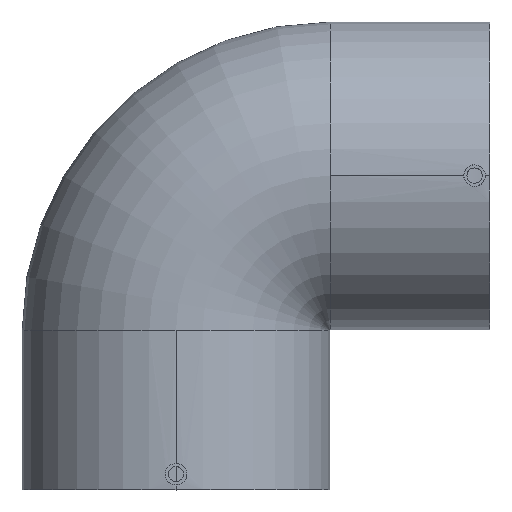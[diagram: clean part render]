
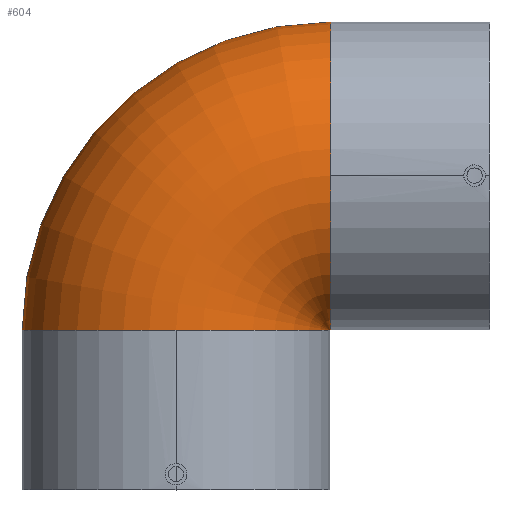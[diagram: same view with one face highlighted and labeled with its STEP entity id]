
A CAD part, top view. The second image highlights one B-rep face of the part: STEP entity #604.
In plain terms, the highlighted toroidal (fillet/blend) face has major radius 101 mm and minor radius 100.5 mm.
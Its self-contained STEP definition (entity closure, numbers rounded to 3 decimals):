
#11 = FACE_OUTER_BOUND ( 'NONE', #623, .T. ) ;
#25 = CARTESIAN_POINT ( 'NONE',  ( 101., 205., 100.5 ) ) ;
#69 = EDGE_CURVE ( 'NONE', #784, #326, #235, .T. ) ;
#92 = VERTEX_POINT ( 'NONE', #25 ) ;
#103 = CARTESIAN_POINT ( 'NONE',  ( 101., 104., 0. ) ) ;
#155 = VERTEX_POINT ( 'NONE', #602 ) ;
#174 = ORIENTED_EDGE ( 'NONE', *, *, #1091, .T. ) ;
#184 = ORIENTED_EDGE ( 'NONE', *, *, #69, .T. ) ;
#204 = DIRECTION ( 'NONE',  ( 0., 0., -1. ) ) ;
#235 = CIRCLE ( 'NONE', #910, 100.5 ) ;
#236 = ORIENTED_EDGE ( 'NONE', *, *, #332, .F. ) ;
#249 = AXIS2_PLACEMENT_3D ( 'NONE', #666, #1141, #935 ) ;
#270 = DIRECTION ( 'NONE',  ( 0., 0., 1. ) ) ;
#278 = CIRCLE ( 'NONE', #494, 100.5 ) ;
#284 = CARTESIAN_POINT ( 'NONE',  ( 0., 104., 0. ) ) ;
#301 = AXIS2_PLACEMENT_3D ( 'NONE', #579, #204, #1050 ) ;
#323 = AXIS2_PLACEMENT_3D ( 'NONE', #103, #741, #384 ) ;
#326 = VERTEX_POINT ( 'NONE', #335 ) ;
#332 = EDGE_CURVE ( 'NONE', #155, #92, #1102, .T. ) ;
#333 = DIRECTION ( 'NONE',  ( 0., 0., 1. ) ) ;
#335 = CARTESIAN_POINT ( 'NONE',  ( 0., 104., 100.5 ) ) ;
#384 = DIRECTION ( 'NONE',  ( -1., 0., 0. ) ) ;
#435 = ORIENTED_EDGE ( 'NONE', *, *, #804, .F. ) ;
#450 = AXIS2_PLACEMENT_3D ( 'NONE', #848, #822, #840 ) ;
#475 = ORIENTED_EDGE ( 'NONE', *, *, #497, .T. ) ;
#494 = AXIS2_PLACEMENT_3D ( 'NONE', #1182, #1173, #333 ) ;
#497 = EDGE_CURVE ( 'NONE', #326, #858, #278, .T. ) ;
#517 = CARTESIAN_POINT ( 'NONE',  ( 101., 205., 0. ) ) ;
#579 = CARTESIAN_POINT ( 'NONE',  ( 101., 104., 0. ) ) ;
#602 = CARTESIAN_POINT ( 'NONE',  ( 101., 305.5, 0. ) ) ;
#604 = ADVANCED_FACE ( 'NONE', ( #11 ), #791, .T. ) ;
#615 = CIRCLE ( 'NONE', #301, 201.5 ) ;
#623 = EDGE_LOOP ( 'NONE', ( #435, #184, #475, #174, #943, #236 ) ) ;
#657 = DIRECTION ( 'NONE',  ( 0., 1., 0. ) ) ;
#666 = CARTESIAN_POINT ( 'NONE',  ( 101., 104., 0. ) ) ;
#676 = CARTESIAN_POINT ( 'NONE',  ( 101., 104.5, 0. ) ) ;
#695 = CIRCLE ( 'NONE', #323, 0.5 ) ;
#711 = AXIS2_PLACEMENT_3D ( 'NONE', #517, #802, #1175 ) ;
#741 = DIRECTION ( 'NONE',  ( 0., 0., -1. ) ) ;
#784 = VERTEX_POINT ( 'NONE', #1183 ) ;
#791 = TOROIDAL_SURFACE ( 'NONE', #249, 101., 100.5 ) ;
#802 = DIRECTION ( 'NONE',  ( 1., 0., 0. ) ) ;
#804 = EDGE_CURVE ( 'NONE', #784, #155, #615, .T. ) ;
#822 = DIRECTION ( 'NONE',  ( 1., 0., 0. ) ) ;
#840 = DIRECTION ( 'NONE',  ( 0., 0., 1. ) ) ;
#848 = CARTESIAN_POINT ( 'NONE',  ( 101., 205., 0. ) ) ;
#858 = VERTEX_POINT ( 'NONE', #925 ) ;
#910 = AXIS2_PLACEMENT_3D ( 'NONE', #284, #657, #270 ) ;
#925 = CARTESIAN_POINT ( 'NONE',  ( 100.5, 104., 0. ) ) ;
#935 = DIRECTION ( 'NONE',  ( -1., 0., 0. ) ) ;
#943 = ORIENTED_EDGE ( 'NONE', *, *, #1059, .F. ) ;
#947 = CIRCLE ( 'NONE', #450, 100.5 ) ;
#1050 = DIRECTION ( 'NONE',  ( -1., 0., 0. ) ) ;
#1059 = EDGE_CURVE ( 'NONE', #92, #1198, #947, .T. ) ;
#1091 = EDGE_CURVE ( 'NONE', #858, #1198, #695, .T. ) ;
#1102 = CIRCLE ( 'NONE', #711, 100.5 ) ;
#1141 = DIRECTION ( 'NONE',  ( 0., 0., -1. ) ) ;
#1173 = DIRECTION ( 'NONE',  ( 0., 1., 0. ) ) ;
#1175 = DIRECTION ( 'NONE',  ( 0., 0., 1. ) ) ;
#1182 = CARTESIAN_POINT ( 'NONE',  ( 0., 104., 0. ) ) ;
#1183 = CARTESIAN_POINT ( 'NONE',  ( -100.5, 104., 0. ) ) ;
#1198 = VERTEX_POINT ( 'NONE', #676 ) ;
